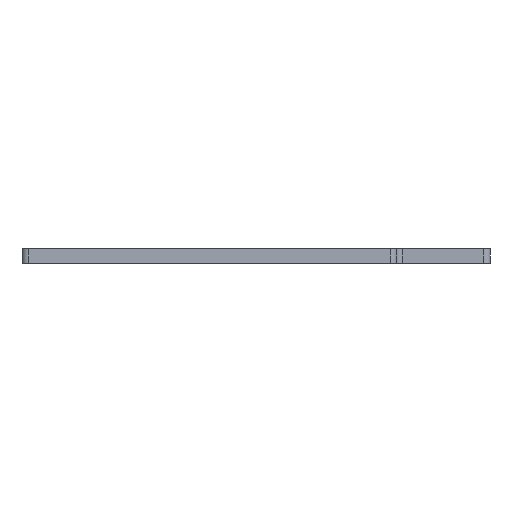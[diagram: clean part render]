
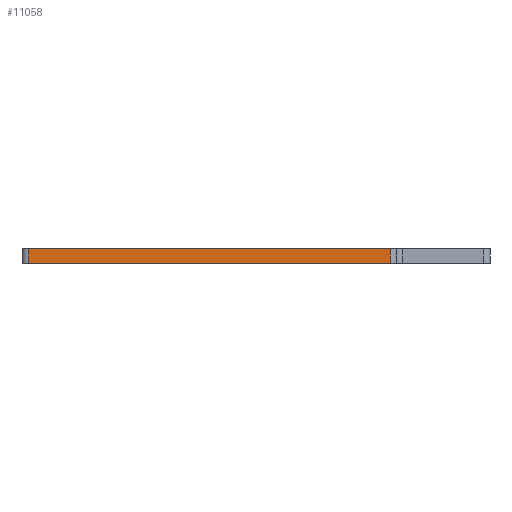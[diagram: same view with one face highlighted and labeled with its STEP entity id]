
A CAD part, left-side view. The second image highlights one B-rep face of the part: STEP entity #11058.
In plain terms, the highlighted planar face has unit normal (-1, 0, 0).
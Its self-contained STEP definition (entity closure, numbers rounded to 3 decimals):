
#903=CARTESIAN_POINT('',(-95.245,-27.328,8.));
#904=VERTEX_POINT('',#903);
#912=CARTESIAN_POINT('',(-95.245,46.374,8.));
#913=VERTEX_POINT('',#912);
#914=CARTESIAN_POINT('',(-95.245,-27.328,8.));
#915=DIRECTION('',(-0.,1.,0.));
#916=VECTOR('',#915,73.701);
#917=LINE('',#914,#916);
#918=EDGE_CURVE('',#904,#913,#917,.T.);
#8998=CARTESIAN_POINT('',(-95.245,46.374,11.));
#8999=VERTEX_POINT('',#8998);
#9007=CARTESIAN_POINT('',(-95.245,-27.328,11.));
#9008=VERTEX_POINT('',#9007);
#9009=CARTESIAN_POINT('',(-95.245,-27.328,11.));
#9010=DIRECTION('',(-0.,1.,0.));
#9011=VECTOR('',#9010,73.701);
#9012=LINE('',#9009,#9011);
#9013=EDGE_CURVE('',#9008,#8999,#9012,.T.);
#11037=CARTESIAN_POINT('',(-95.245,9.523,8.));
#11038=DIRECTION('',(1.,0.,-0.));
#11039=DIRECTION('',(-0.,1.,0.));
#11040=AXIS2_PLACEMENT_3D('',#11037,#11038,#11039);
#11041=PLANE('',#11040);
#11042=ORIENTED_EDGE('',*,*,#9013,.T.);
#11043=CARTESIAN_POINT('',(-95.245,46.374,11.));
#11044=DIRECTION('',(-0.,-0.,-1.));
#11045=VECTOR('',#11044,3.);
#11046=LINE('',#11043,#11045);
#11047=EDGE_CURVE('',#8999,#913,#11046,.T.);
#11048=ORIENTED_EDGE('',*,*,#11047,.T.);
#11049=ORIENTED_EDGE('',*,*,#918,.F.);
#11050=CARTESIAN_POINT('',(-95.245,-27.328,8.));
#11051=DIRECTION('',(0.,0.,1.));
#11052=VECTOR('',#11051,3.);
#11053=LINE('',#11050,#11052);
#11054=EDGE_CURVE('',#904,#9008,#11053,.T.);
#11055=ORIENTED_EDGE('',*,*,#11054,.T.);
#11056=EDGE_LOOP('',(#11042,#11048,#11049,#11055));
#11057=FACE_BOUND('',#11056,.T.);
#11058=ADVANCED_FACE('',(#11057),#11041,.F.);
